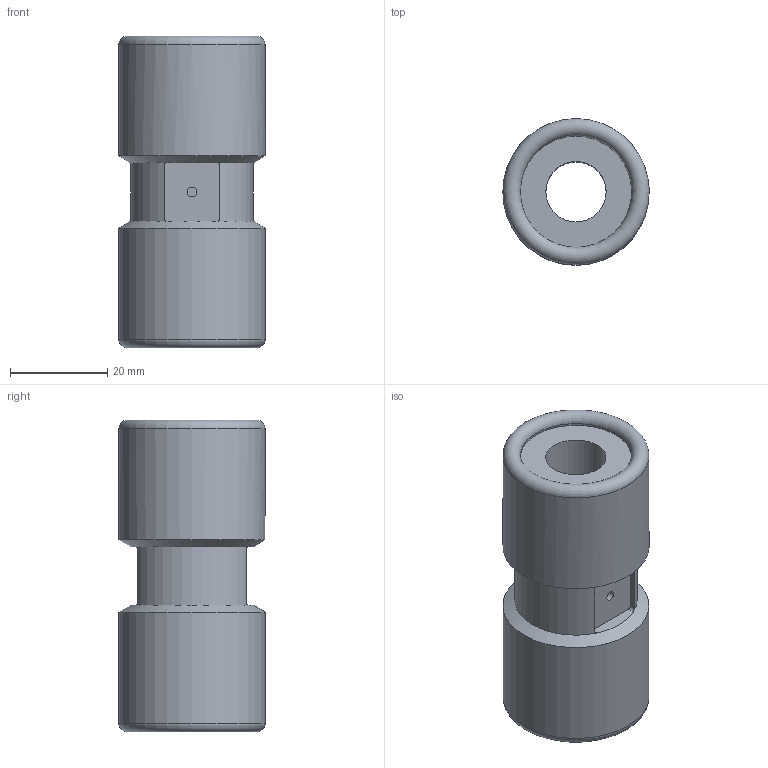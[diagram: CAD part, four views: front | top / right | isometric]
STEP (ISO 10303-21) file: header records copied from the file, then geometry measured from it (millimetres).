
FILE_DESCRIPTION(/* description */ ('STEP AP214'),/* implementation_level */ '2;1');
FILE_NAME(/* name */ '3019148_VAVC-Q2-M22U-15-E',/* time_stamp */ '2024-09-16T09:38:44+02:00',/* author */ ('License CC BY-ND 4.0'),/* organization */ ('CADENAS'),/* preprocessor_version */ 'ST-DEVELOPER v19.3',/* originating_system */ 'PARTsolutions',/* authorisation */ ' ');
FILE_SCHEMA (('AUTOMOTIVE_DESIGN {1 0 10303 214 3 1 1}'));
Length unit declared in the file: millimetre
Products named in the file (1): 3019148 VAVC-Q2-M22U-15-E
Bounding box: 30.1 x 30.1 x 64.2 mm (x, y, z)
Volume: 32951.9 mm3; surface area: 9845.1 mm2
Topology: 1 solids, 1 shells, 35 faces, 81 edges, 50 vertices
Faces by surface type: cylinder 17, plane 14, torus 2, cone 2
Full cylindrical faces by diameter (mm): 2 x2, 12.4 x1, 22.9 x2, 30.1 x2
Entity records: 940 total; most frequent: CARTESIAN_POINT 172, DIRECTION 160, ORIENTED_EDGE 132, EDGE_CURVE 66, AXIS2_PLACEMENT_3D 66, EDGE_LOOP 50, FACE_BOUND 50, VERTEX_POINT 46
